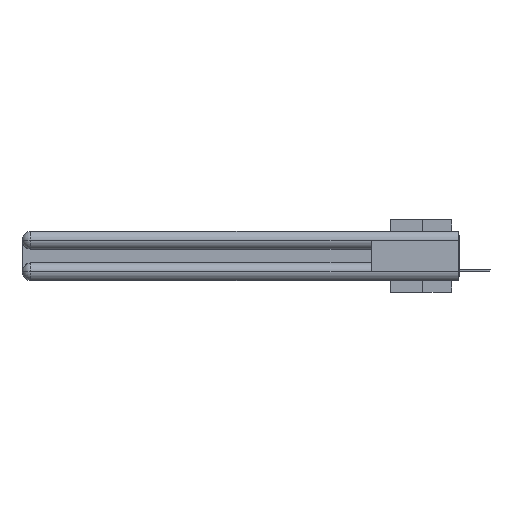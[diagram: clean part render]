
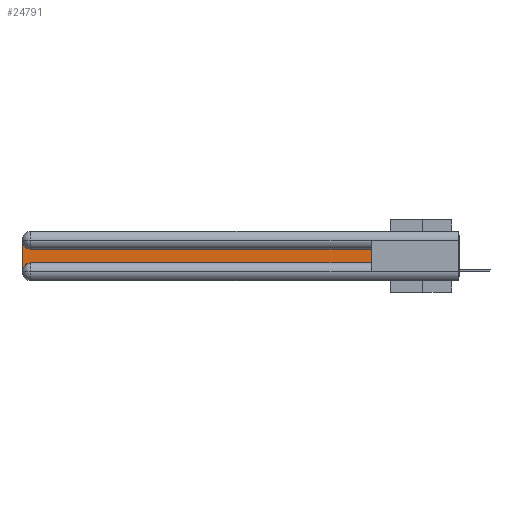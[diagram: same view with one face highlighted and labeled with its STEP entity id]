
A CAD part, left-side view. The second image highlights one B-rep face of the part: STEP entity #24791.
In plain terms, the highlighted planar face has unit normal (-1, 0, 0).
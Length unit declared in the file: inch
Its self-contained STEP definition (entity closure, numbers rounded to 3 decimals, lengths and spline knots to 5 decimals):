
#345 = DIRECTION ( 'NONE',  ( 0., 0., -1. ) ) ;
#850 = CARTESIAN_POINT ( 'NONE',  ( 0.075, 3., -0.0625 ) ) ;
#2426 = VECTOR ( 'NONE', #32363, 39.37008 ) ;
#2493 = ORIENTED_EDGE ( 'NONE', *, *, #19872, .T. ) ;
#2781 = DIRECTION ( 'NONE',  ( 0., -1., 0. ) ) ;
#3562 = VECTOR ( 'NONE', #24276, 39.37008 ) ;
#3911 = DIRECTION ( 'NONE',  ( 1., 0., 0. ) ) ;
#5090 = EDGE_CURVE ( 'NONE', #10396, #21021, #35822, .T. ) ;
#5140 = CARTESIAN_POINT ( 'NONE',  ( 0.075, 2.94, -0.2775 ) ) ;
#5268 = EDGE_CURVE ( 'NONE', #15361, #37890, #6543, .T. ) ;
#6543 = LINE ( 'NONE', #9905, #3562 ) ;
#8315 = DIRECTION ( 'NONE',  ( 0., 0., -1. ) ) ;
#8658 = VECTOR ( 'NONE', #2781, 39.37008 ) ;
#8746 = CARTESIAN_POINT ( 'NONE',  ( 0.075, 0.6, -0.2175 ) ) ;
#8751 = CARTESIAN_POINT ( 'NONE',  ( 0.075, 3., -0.2775 ) ) ;
#9905 = CARTESIAN_POINT ( 'NONE',  ( 0.075, 3., -0.2175 ) ) ;
#9996 = VECTOR ( 'NONE', #25989, 39.37008 ) ;
#10396 = VERTEX_POINT ( 'NONE', #23342 ) ;
#11300 = ORIENTED_EDGE ( 'NONE', *, *, #5090, .T. ) ;
#12291 = ORIENTED_EDGE ( 'NONE', *, *, #19920, .T. ) ;
#13045 = CARTESIAN_POINT ( 'NONE',  ( 0.075, 2.94, -0.0625 ) ) ;
#13333 = EDGE_LOOP ( 'NONE', ( #33881, #2493, #15921, #15254, #11300, #12291 ) ) ;
#14246 = LINE ( 'NONE', #32164, #2426 ) ;
#15157 = VERTEX_POINT ( 'NONE', #20976 ) ;
#15254 = ORIENTED_EDGE ( 'NONE', *, *, #38770, .T. ) ;
#15317 = CARTESIAN_POINT ( 'NONE',  ( 0.075, 0.6, -0.2175 ) ) ;
#15361 = VERTEX_POINT ( 'NONE', #850 ) ;
#15916 = VERTEX_POINT ( 'NONE', #25226 ) ;
#15921 = ORIENTED_EDGE ( 'NONE', *, *, #5268, .T. ) ;
#16249 = PLANE ( 'NONE',  #21635 ) ;
#18835 = CARTESIAN_POINT ( 'NONE',  ( 0.075, 3., -0.1225 ) ) ;
#19231 = FACE_OUTER_BOUND ( 'NONE', #13333, .T. ) ;
#19872 = EDGE_CURVE ( 'NONE', #15916, #15361, #36069, .T. ) ;
#19920 = EDGE_CURVE ( 'NONE', #21021, #15157, #22417, .T. ) ;
#20466 = DIRECTION ( 'NONE',  ( 1., 0., 0. ) ) ;
#20976 = CARTESIAN_POINT ( 'NONE',  ( 0.075, 0.6, -0.1225 ) ) ;
#21021 = VERTEX_POINT ( 'NONE', #15317 ) ;
#21635 = AXIS2_PLACEMENT_3D ( 'NONE', #18835, #3911, #345 ) ;
#22417 = LINE ( 'NONE', #22612, #9996 ) ;
#22612 = CARTESIAN_POINT ( 'NONE',  ( 0.075, 0.6, -0.2175 ) ) ;
#23342 = CARTESIAN_POINT ( 'NONE',  ( 0.075, 2.94, -0.2175 ) ) ;
#24276 = DIRECTION ( 'NONE',  ( 0., 0., -1. ) ) ;
#24791 = ADVANCED_FACE ( 'NONE', ( #19231 ), #16249, .F. ) ;
#25226 = CARTESIAN_POINT ( 'NONE',  ( 0.075, 2.94, -0.1225 ) ) ;
#25398 = DIRECTION ( 'NONE',  ( 1., 0., 0. ) ) ;
#25597 = DIRECTION ( 'NONE',  ( 0., 0., -1. ) ) ;
#25989 = DIRECTION ( 'NONE',  ( 0., 0., 1. ) ) ;
#28695 = EDGE_CURVE ( 'NONE', #15157, #15916, #14246, .T. ) ;
#32095 = AXIS2_PLACEMENT_3D ( 'NONE', #5140, #20466, #8315 ) ;
#32164 = CARTESIAN_POINT ( 'NONE',  ( 0.075, 0.6, -0.1225 ) ) ;
#32363 = DIRECTION ( 'NONE',  ( 0., 1., 0. ) ) ;
#33881 = ORIENTED_EDGE ( 'NONE', *, *, #28695, .T. ) ;
#35279 = CIRCLE ( 'NONE', #32095, 0.06 ) ;
#35822 = LINE ( 'NONE', #8746, #8658 ) ;
#36069 = CIRCLE ( 'NONE', #38607, 0.06 ) ;
#37890 = VERTEX_POINT ( 'NONE', #8751 ) ;
#38607 = AXIS2_PLACEMENT_3D ( 'NONE', #13045, #25398, #25597 ) ;
#38770 = EDGE_CURVE ( 'NONE', #37890, #10396, #35279, .T. ) ;
